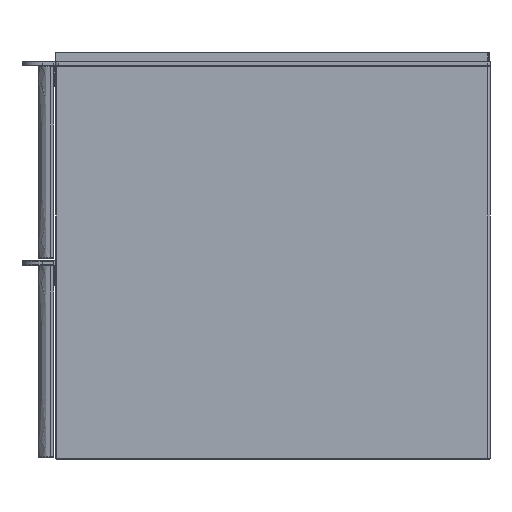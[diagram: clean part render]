
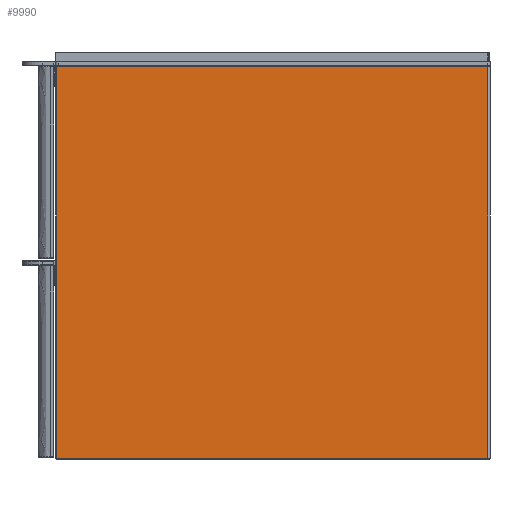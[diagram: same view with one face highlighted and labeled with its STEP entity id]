
A CAD part, front view. The second image highlights one B-rep face of the part: STEP entity #9990.
In plain terms, the highlighted planar face has unit normal (0, -1, 0).
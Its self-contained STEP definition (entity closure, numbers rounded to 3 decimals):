
#9822=CARTESIAN_POINT('Line Origine',(527.,-680.,480.)) ;
#9826=CARTESIAN_POINT('Vertex',(527.,-680.,1.)) ;
#9828=CARTESIAN_POINT('Vertex',(527.,-680.,479.)) ;
#9874=CARTESIAN_POINT('Vertex',(1.,-680.,1.)) ;
#9877=CARTESIAN_POINT('Line Origine',(530.,-680.,1.)) ;
#9914=CARTESIAN_POINT('Vertex',(1.,-680.,479.)) ;
#9917=CARTESIAN_POINT('Line Origine',(1.,-680.,0.)) ;
#9967=CARTESIAN_POINT('Line Origine',(0.,-680.,479.)) ;
#9979=CARTESIAN_POINT('Axis2P3D Location',(530.,-680.,0.)) ;
#9824=VECTOR('Line Direction',#9823,1.) ;
#9879=VECTOR('Line Direction',#9878,1.) ;
#9919=VECTOR('Line Direction',#9918,1.) ;
#9969=VECTOR('Line Direction',#9968,1.) ;
#9823=DIRECTION('Vector Direction',(0.,0.,1.)) ;
#9878=DIRECTION('Vector Direction',(1.,0.,0.)) ;
#9918=DIRECTION('Vector Direction',(0.,0.,-1.)) ;
#9968=DIRECTION('Vector Direction',(-1.,0.,0.)) ;
#9980=DIRECTION('Axis2P3D Direction',(0.,1.,0.)) ;
#9981=DIRECTION('Axis2P3D XDirection',(-1.,0.,0.)) ;
#9982=AXIS2_PLACEMENT_3D('Plane Axis2P3D',#9979,#9980,#9981) ;
#9825=LINE('Line',#9822,#9824) ;
#9880=LINE('Line',#9877,#9879) ;
#9920=LINE('Line',#9917,#9919) ;
#9970=LINE('Line',#9967,#9969) ;
#9983=PLANE('',#9982) ;
#9830=EDGE_CURVE('',#9827,#9829,#9825,.T.) ;
#9881=EDGE_CURVE('',#9875,#9827,#9880,.T.) ;
#9921=EDGE_CURVE('',#9915,#9875,#9920,.T.) ;
#9971=EDGE_CURVE('',#9829,#9915,#9970,.T.) ;
#9985=ORIENTED_EDGE('',*,*,#9921,.T.) ;
#9986=ORIENTED_EDGE('',*,*,#9881,.T.) ;
#9987=ORIENTED_EDGE('',*,*,#9830,.T.) ;
#9988=ORIENTED_EDGE('',*,*,#9971,.T.) ;
#9984=EDGE_LOOP('',(#9985,#9986,#9987,#9988)) ;
#9827=VERTEX_POINT('',#9826) ;
#9829=VERTEX_POINT('',#9828) ;
#9875=VERTEX_POINT('',#9874) ;
#9915=VERTEX_POINT('',#9914) ;
#9990=ADVANCED_FACE('FUE_Template_Product.1|WXTT_Seite links.2|WXTT_Seite links_3sh-HG-00206657_A.1|Schnitt-Linear austragen4',(#9989),#9983,.F.) ;
#9989=FACE_OUTER_BOUND('',#9984,.T.) ;
